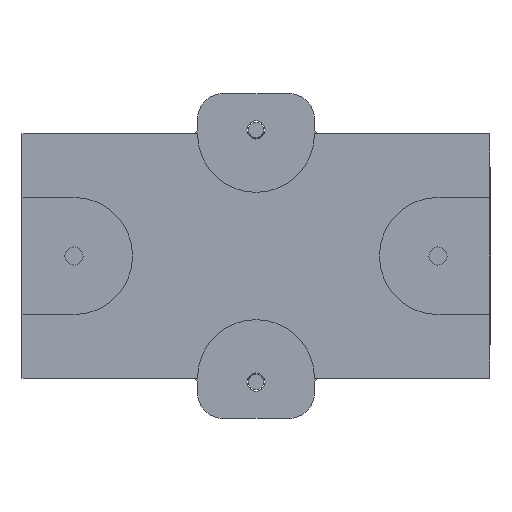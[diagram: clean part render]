
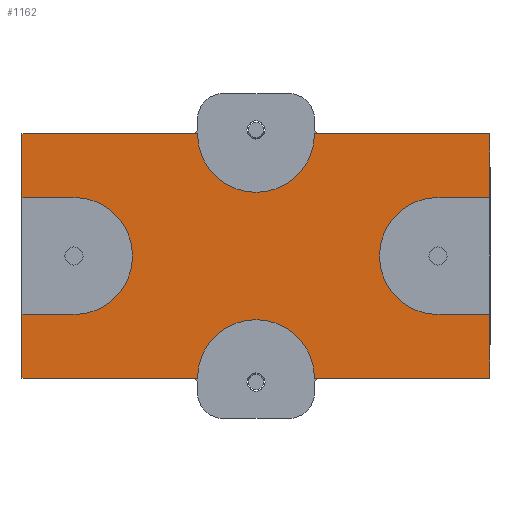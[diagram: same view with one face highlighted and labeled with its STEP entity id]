
A CAD part, front view. The second image highlights one B-rep face of the part: STEP entity #1162.
In plain terms, the highlighted planar face has unit normal (0, -1, 0).
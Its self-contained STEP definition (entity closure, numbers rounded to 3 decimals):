
#29 = DIRECTION ( 'NONE',  ( 1., 0., 0. ) ) ;
#144 = DIRECTION ( 'NONE',  ( 0., 0., 1. ) ) ;
#203 = CIRCLE ( 'NONE', #6635, 2.25 ) ;
#380 = VERTEX_POINT ( 'NONE', #5920 ) ;
#390 = CARTESIAN_POINT ( 'NONE',  ( -7., -10.105, 2.25 ) ) ;
#393 = CARTESIAN_POINT ( 'NONE',  ( 0., -10.105, 2.25 ) ) ;
#456 = LINE ( 'NONE', #728, #2704 ) ;
#478 = EDGE_CURVE ( 'NONE', #7414, #4596, #7404, .T. ) ;
#509 = CARTESIAN_POINT ( 'NONE',  ( 0., -10.105, -2.25 ) ) ;
#536 = LINE ( 'NONE', #1915, #4832 ) ;
#555 = ORIENTED_EDGE ( 'NONE', *, *, #3127, .F. ) ;
#609 = CARTESIAN_POINT ( 'NONE',  ( 9., -10.105, 2.25 ) ) ;
#685 = CARTESIAN_POINT ( 'NONE',  ( 9., -10.105, 4.7 ) ) ;
#722 = EDGE_CURVE ( 'NONE', #5443, #4272, #5403, .T. ) ;
#728 = CARTESIAN_POINT ( 'NONE',  ( -8.8, -10.105, 4.7 ) ) ;
#820 = DIRECTION ( 'NONE',  ( 0., 1., 0. ) ) ;
#876 = DIRECTION ( 'NONE',  ( 1., 0., 0. ) ) ;
#954 = DIRECTION ( 'NONE',  ( 0., -1., 0. ) ) ;
#1162 = ADVANCED_FACE ( 'NONE', ( #3660 ), #5478, .F. ) ;
#1191 = EDGE_LOOP ( 'NONE', ( #3300, #1674, #6013, #1864, #1495, #7243, #2363, #2514, #4766, #6858, #5239, #6163, #3670, #2547, #1506, #4204, #555 ) ) ;
#1219 = VECTOR ( 'NONE', #4286, 1000. ) ;
#1284 = EDGE_CURVE ( 'NONE', #380, #2033, #203, .T. ) ;
#1321 = VERTEX_POINT ( 'NONE', #3478 ) ;
#1399 = DIRECTION ( 'NONE',  ( 0., 0., 1. ) ) ;
#1420 = AXIS2_PLACEMENT_3D ( 'NONE', #1576, #954, #3314 ) ;
#1427 = EDGE_CURVE ( 'NONE', #4272, #4596, #4082, .T. ) ;
#1495 = ORIENTED_EDGE ( 'NONE', *, *, #1284, .T. ) ;
#1506 = ORIENTED_EDGE ( 'NONE', *, *, #1427, .F. ) ;
#1576 = CARTESIAN_POINT ( 'NONE',  ( 0., -10.105, 4.7 ) ) ;
#1653 = VECTOR ( 'NONE', #7362, 1000. ) ;
#1674 = ORIENTED_EDGE ( 'NONE', *, *, #6069, .F. ) ;
#1725 = EDGE_CURVE ( 'NONE', #6538, #6319, #4984, .T. ) ;
#1815 = CARTESIAN_POINT ( 'NONE',  ( -9., -10.105, 4.7 ) ) ;
#1853 = CARTESIAN_POINT ( 'NONE',  ( -2.25, -10.105, -4.7 ) ) ;
#1864 = ORIENTED_EDGE ( 'NONE', *, *, #6349, .T. ) ;
#1872 = DIRECTION ( 'NONE',  ( 0., 0., 1. ) ) ;
#1915 = CARTESIAN_POINT ( 'NONE',  ( -9., -10.105, -4.7 ) ) ;
#1963 = VERTEX_POINT ( 'NONE', #685 ) ;
#2021 = LINE ( 'NONE', #509, #1653 ) ;
#2033 = VERTEX_POINT ( 'NONE', #5352 ) ;
#2077 = DIRECTION ( 'NONE',  ( -1., 0., 0. ) ) ;
#2194 = EDGE_CURVE ( 'NONE', #6319, #1963, #4971, .T. ) ;
#2258 = CIRCLE ( 'NONE', #2984, 2.25 ) ;
#2363 = ORIENTED_EDGE ( 'NONE', *, *, #6881, .F. ) ;
#2396 = DIRECTION ( 'NONE',  ( 0., -1., 0. ) ) ;
#2450 = VECTOR ( 'NONE', #29, 1000. ) ;
#2482 = VECTOR ( 'NONE', #876, 1000. ) ;
#2493 = CARTESIAN_POINT ( 'NONE',  ( -8.8, -10.105, -4.7 ) ) ;
#2514 = ORIENTED_EDGE ( 'NONE', *, *, #2194, .F. ) ;
#2547 = ORIENTED_EDGE ( 'NONE', *, *, #478, .T. ) ;
#2672 = CARTESIAN_POINT ( 'NONE',  ( 2.25, -10.105, -4.7 ) ) ;
#2677 = DIRECTION ( 'NONE',  ( 0., 1., 0. ) ) ;
#2704 = VECTOR ( 'NONE', #6462, 1000. ) ;
#2826 = DIRECTION ( 'NONE',  ( 0., 0., -1. ) ) ;
#2840 = CARTESIAN_POINT ( 'NONE',  ( -7., -10.105, -2.25 ) ) ;
#2851 = EDGE_CURVE ( 'NONE', #2883, #4322, #536, .T. ) ;
#2883 = VERTEX_POINT ( 'NONE', #7105 ) ;
#2984 = AXIS2_PLACEMENT_3D ( 'NONE', #3656, #820, #1399 ) ;
#3056 = CARTESIAN_POINT ( 'NONE',  ( 0., -10.105, -4.7 ) ) ;
#3115 = DIRECTION ( 'NONE',  ( 0., 0., 1. ) ) ;
#3127 = EDGE_CURVE ( 'NONE', #1321, #5443, #7030, .T. ) ;
#3203 = CARTESIAN_POINT ( 'NONE',  ( 0., -10.105, 0. ) ) ;
#3213 = CARTESIAN_POINT ( 'NONE',  ( 0., -10.105, -2.25 ) ) ;
#3225 = DIRECTION ( 'NONE',  ( 0., 0., 1. ) ) ;
#3300 = ORIENTED_EDGE ( 'NONE', *, *, #6011, .F. ) ;
#3314 = DIRECTION ( 'NONE',  ( 0., 0., 1. ) ) ;
#3463 = VERTEX_POINT ( 'NONE', #609 ) ;
#3478 = CARTESIAN_POINT ( 'NONE',  ( 0., -10.105, -2.45 ) ) ;
#3629 = EDGE_CURVE ( 'NONE', #6128, #5110, #4366, .T. ) ;
#3652 = AXIS2_PLACEMENT_3D ( 'NONE', #4716, #2396, #1872 ) ;
#3656 = CARTESIAN_POINT ( 'NONE',  ( -7., -10.105, 0. ) ) ;
#3660 = FACE_OUTER_BOUND ( 'NONE', #1191, .T. ) ;
#3661 = CARTESIAN_POINT ( 'NONE',  ( 9., -10.105, -2.25 ) ) ;
#3670 = ORIENTED_EDGE ( 'NONE', *, *, #6549, .T. ) ;
#3956 = CIRCLE ( 'NONE', #3652, 2.25 ) ;
#3979 = CARTESIAN_POINT ( 'NONE',  ( 9., -10.105, -4.7 ) ) ;
#4073 = AXIS2_PLACEMENT_3D ( 'NONE', #3056, #6508, #7101 ) ;
#4082 = LINE ( 'NONE', #5774, #7381 ) ;
#4204 = ORIENTED_EDGE ( 'NONE', *, *, #722, .F. ) ;
#4272 = VERTEX_POINT ( 'NONE', #5833 ) ;
#4286 = DIRECTION ( 'NONE',  ( 1., 0., 0. ) ) ;
#4322 = VERTEX_POINT ( 'NONE', #1815 ) ;
#4340 = VERTEX_POINT ( 'NONE', #2672 ) ;
#4366 = LINE ( 'NONE', #3979, #6317 ) ;
#4448 = DIRECTION ( 'NONE',  ( 0., 0., 1. ) ) ;
#4499 = DIRECTION ( 'NONE',  ( 0., 1., 0. ) ) ;
#4596 = VERTEX_POINT ( 'NONE', #7361 ) ;
#4716 = CARTESIAN_POINT ( 'NONE',  ( 0., -10.105, -4.7 ) ) ;
#4766 = ORIENTED_EDGE ( 'NONE', *, *, #1725, .F. ) ;
#4832 = VECTOR ( 'NONE', #3115, 1000. ) ;
#4861 = CARTESIAN_POINT ( 'NONE',  ( -2.25, -10.105, 4.7 ) ) ;
#4971 = LINE ( 'NONE', #7097, #2482 ) ;
#4984 = CIRCLE ( 'NONE', #1420, 2.25 ) ;
#5110 = VERTEX_POINT ( 'NONE', #7442 ) ;
#5239 = ORIENTED_EDGE ( 'NONE', *, *, #2851, .F. ) ;
#5338 = VECTOR ( 'NONE', #6545, 1000. ) ;
#5352 = CARTESIAN_POINT ( 'NONE',  ( 7., -10.105, 2.25 ) ) ;
#5403 = LINE ( 'NONE', #6855, #6129 ) ;
#5410 = EDGE_CURVE ( 'NONE', #4322, #6538, #456, .T. ) ;
#5443 = VERTEX_POINT ( 'NONE', #1853 ) ;
#5478 = PLANE ( 'NONE',  #6954 ) ;
#5674 = VERTEX_POINT ( 'NONE', #390 ) ;
#5719 = CARTESIAN_POINT ( 'NONE',  ( 9., -10.105, -4.7 ) ) ;
#5735 = CARTESIAN_POINT ( 'NONE',  ( 0., -10.105, 2.25 ) ) ;
#5774 = CARTESIAN_POINT ( 'NONE',  ( -9., -10.105, -4.7 ) ) ;
#5833 = CARTESIAN_POINT ( 'NONE',  ( -9., -10.105, -4.7 ) ) ;
#5920 = CARTESIAN_POINT ( 'NONE',  ( 7., -10.105, -2.25 ) ) ;
#6011 = EDGE_CURVE ( 'NONE', #4340, #1321, #3956, .T. ) ;
#6013 = ORIENTED_EDGE ( 'NONE', *, *, #3629, .F. ) ;
#6041 = VECTOR ( 'NONE', #2077, 1000. ) ;
#6069 = EDGE_CURVE ( 'NONE', #5110, #4340, #6073, .T. ) ;
#6073 = LINE ( 'NONE', #2493, #5338 ) ;
#6128 = VERTEX_POINT ( 'NONE', #3661 ) ;
#6129 = VECTOR ( 'NONE', #6832, 1000. ) ;
#6163 = ORIENTED_EDGE ( 'NONE', *, *, #7355, .T. ) ;
#6247 = EDGE_CURVE ( 'NONE', #2033, #3463, #6795, .T. ) ;
#6267 = DIRECTION ( 'NONE',  ( 0., 0., -1. ) ) ;
#6317 = VECTOR ( 'NONE', #6267, 1000. ) ;
#6319 = VERTEX_POINT ( 'NONE', #7412 ) ;
#6349 = EDGE_CURVE ( 'NONE', #6128, #380, #2021, .T. ) ;
#6462 = DIRECTION ( 'NONE',  ( 1., 0., 0. ) ) ;
#6508 = DIRECTION ( 'NONE',  ( 0., -1., 0. ) ) ;
#6538 = VERTEX_POINT ( 'NONE', #4861 ) ;
#6545 = DIRECTION ( 'NONE',  ( -1., 0., 0. ) ) ;
#6549 = EDGE_CURVE ( 'NONE', #5674, #7414, #2258, .T. ) ;
#6635 = AXIS2_PLACEMENT_3D ( 'NONE', #7453, #4499, #4448 ) ;
#6645 = LINE ( 'NONE', #5719, #7250 ) ;
#6795 = LINE ( 'NONE', #393, #1219 ) ;
#6832 = DIRECTION ( 'NONE',  ( -1., 0., 0. ) ) ;
#6855 = CARTESIAN_POINT ( 'NONE',  ( -8.8, -10.105, -4.7 ) ) ;
#6858 = ORIENTED_EDGE ( 'NONE', *, *, #5410, .F. ) ;
#6881 = EDGE_CURVE ( 'NONE', #1963, #3463, #6645, .T. ) ;
#6954 = AXIS2_PLACEMENT_3D ( 'NONE', #3203, #2677, #3225 ) ;
#7030 = CIRCLE ( 'NONE', #4073, 2.25 ) ;
#7072 = LINE ( 'NONE', #5735, #2450 ) ;
#7097 = CARTESIAN_POINT ( 'NONE',  ( -8.8, -10.105, 4.7 ) ) ;
#7101 = DIRECTION ( 'NONE',  ( 0., 0., 1. ) ) ;
#7105 = CARTESIAN_POINT ( 'NONE',  ( -9., -10.105, 2.25 ) ) ;
#7243 = ORIENTED_EDGE ( 'NONE', *, *, #6247, .T. ) ;
#7250 = VECTOR ( 'NONE', #2826, 1000. ) ;
#7355 = EDGE_CURVE ( 'NONE', #2883, #5674, #7072, .T. ) ;
#7361 = CARTESIAN_POINT ( 'NONE',  ( -9., -10.105, -2.25 ) ) ;
#7362 = DIRECTION ( 'NONE',  ( -1., 0., 0. ) ) ;
#7381 = VECTOR ( 'NONE', #144, 1000. ) ;
#7404 = LINE ( 'NONE', #3213, #6041 ) ;
#7412 = CARTESIAN_POINT ( 'NONE',  ( 2.25, -10.105, 4.7 ) ) ;
#7414 = VERTEX_POINT ( 'NONE', #2840 ) ;
#7442 = CARTESIAN_POINT ( 'NONE',  ( 9., -10.105, -4.7 ) ) ;
#7453 = CARTESIAN_POINT ( 'NONE',  ( 7., -10.105, 0. ) ) ;
